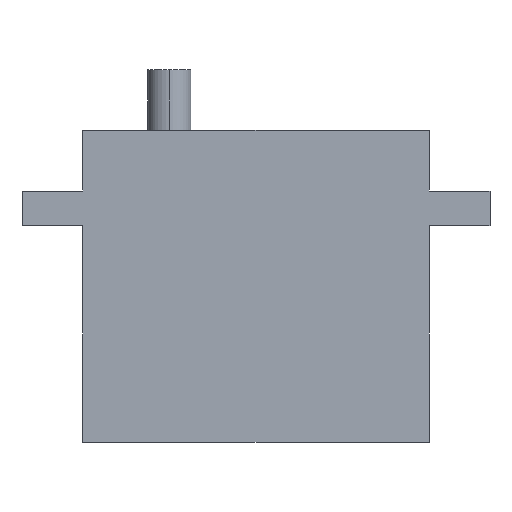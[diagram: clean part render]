
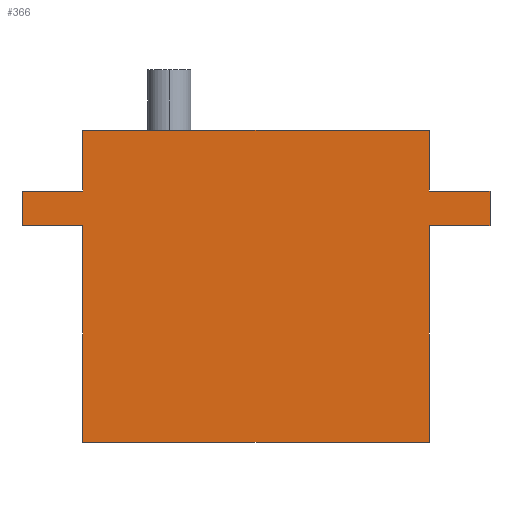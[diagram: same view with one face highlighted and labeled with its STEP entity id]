
A CAD part, left-side view. The second image highlights one B-rep face of the part: STEP entity #366.
In plain terms, the highlighted planar face has unit normal (-1, 0, 0).
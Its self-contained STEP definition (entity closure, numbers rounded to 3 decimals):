
#74 = CARTESIAN_POINT ( 'NONE',  ( 0., -47., 29. ) ) ;
#76 = CARTESIAN_POINT ( 'NONE',  ( 0., 0., 0. ) ) ;
#79 = DIRECTION ( 'NONE',  ( 0., -1., 0. ) ) ;
#80 = CARTESIAN_POINT ( 'NONE',  ( 0., -40., 25. ) ) ;
#81 = CARTESIAN_POINT ( 'NONE',  ( 0., -40., 29. ) ) ;
#82 = DIRECTION ( 'NONE',  ( 0., -1., 0. ) ) ;
#83 = DIRECTION ( 'NONE',  ( 0., -1., 0. ) ) ;
#84 = CARTESIAN_POINT ( 'NONE',  ( 0., -40., 36. ) ) ;
#86 = DIRECTION ( 'NONE',  ( 0., 0., -1. ) ) ;
#92 = EDGE_CURVE ( 'NONE', #234, #241, #461, .T. ) ;
#93 = EDGE_CURVE ( 'NONE', #230, #240, #468, .T. ) ;
#94 = EDGE_CURVE ( 'NONE', #238, #239, #466, .T. ) ;
#95 = EDGE_CURVE ( 'NONE', #230, #239, #472, .T. ) ;
#97 = EDGE_CURVE ( 'NONE', #240, #241, #476, .T. ) ;
#98 = EDGE_CURVE ( 'NONE', #222, #236, #478, .T. ) ;
#99 = EDGE_CURVE ( 'NONE', #233, #219, #480, .T. ) ;
#100 = EDGE_CURVE ( 'NONE', #234, #232, #474, .T. ) ;
#102 = EDGE_CURVE ( 'NONE', #223, #233, #486, .T. ) ;
#104 = EDGE_CURVE ( 'NONE', #236, #238, #490, .T. ) ;
#109 = EDGE_CURVE ( 'NONE', #219, #232, #497, .T. ) ;
#152 = EDGE_CURVE ( 'NONE', #222, #223, #565, .T. ) ;
#219 = VERTEX_POINT ( 'NONE', #829 ) ;
#222 = VERTEX_POINT ( 'NONE', #832 ) ;
#223 = VERTEX_POINT ( 'NONE', #833 ) ;
#230 = VERTEX_POINT ( 'NONE', #840 ) ;
#232 = VERTEX_POINT ( 'NONE', #842 ) ;
#233 = VERTEX_POINT ( 'NONE', #843 ) ;
#234 = VERTEX_POINT ( 'NONE', #844 ) ;
#236 = VERTEX_POINT ( 'NONE', #846 ) ;
#238 = VERTEX_POINT ( 'NONE', #848 ) ;
#239 = VERTEX_POINT ( 'NONE', #849 ) ;
#240 = VERTEX_POINT ( 'NONE', #850 ) ;
#241 = VERTEX_POINT ( 'NONE', #851 ) ;
#259 = EDGE_LOOP ( 'NONE', ( #303, #304, #305, #306, #307, #308, #309, #310, #311, #312, #313, #314 ) ) ;
#303 = ORIENTED_EDGE ( 'NONE', *, *, #109, .F. ) ;
#304 = ORIENTED_EDGE ( 'NONE', *, *, #99, .F. ) ;
#305 = ORIENTED_EDGE ( 'NONE', *, *, #102, .F. ) ;
#306 = ORIENTED_EDGE ( 'NONE', *, *, #152, .F. ) ;
#307 = ORIENTED_EDGE ( 'NONE', *, *, #98, .T. ) ;
#308 = ORIENTED_EDGE ( 'NONE', *, *, #104, .T. ) ;
#309 = ORIENTED_EDGE ( 'NONE', *, *, #94, .T. ) ;
#310 = ORIENTED_EDGE ( 'NONE', *, *, #95, .F. ) ;
#311 = ORIENTED_EDGE ( 'NONE', *, *, #93, .T. ) ;
#312 = ORIENTED_EDGE ( 'NONE', *, *, #97, .T. ) ;
#313 = ORIENTED_EDGE ( 'NONE', *, *, #92, .F. ) ;
#314 = ORIENTED_EDGE ( 'NONE', *, *, #100, .T. ) ;
#366 = ADVANCED_FACE ( 'NONE', ( #650 ), #977, .F. ) ;
#461 = LINE ( 'NONE', #74, #469 ) ;
#466 = LINE ( 'NONE', #76, #473 ) ;
#468 = LINE ( 'NONE', #80, #471 ) ;
#469 = VECTOR ( 'NONE', #79, 1000. ) ;
#471 = VECTOR ( 'NONE', #82, 1000. ) ;
#472 = LINE ( 'NONE', #84, #475 ) ;
#473 = VECTOR ( 'NONE', #83, 1000. ) ;
#474 = LINE ( 'NONE', #81, #485 ) ;
#475 = VECTOR ( 'NONE', #86, 1000. ) ;
#476 = LINE ( 'NONE', #1089, #479 ) ;
#478 = LINE ( 'NONE', #1088, #481 ) ;
#479 = VECTOR ( 'NONE', #1086, 1000. ) ;
#480 = LINE ( 'NONE', #1090, #483 ) ;
#481 = VECTOR ( 'NONE', #1087, 1000. ) ;
#483 = VECTOR ( 'NONE', #1085, 1000. ) ;
#485 = VECTOR ( 'NONE', #1084, 1000. ) ;
#486 = LINE ( 'NONE', #1081, #489 ) ;
#489 = VECTOR ( 'NONE', #1079, 1000. ) ;
#490 = LINE ( 'NONE', #1077, #493 ) ;
#493 = VECTOR ( 'NONE', #1076, 1000. ) ;
#497 = LINE ( 'NONE', #1072, #502 ) ;
#502 = VECTOR ( 'NONE', #1064, 1000. ) ;
#565 = LINE ( 'NONE', #741, #570 ) ;
#570 = VECTOR ( 'NONE', #748, 1000. ) ;
#650 = FACE_OUTER_BOUND ( 'NONE', #259, .T. ) ;
#741 = CARTESIAN_POINT ( 'NONE',  ( 0., 7., 25. ) ) ;
#748 = DIRECTION ( 'NONE',  ( 0., 0., 1. ) ) ;
#829 = CARTESIAN_POINT ( 'NONE',  ( 0., 0., 36. ) ) ;
#832 = CARTESIAN_POINT ( 'NONE',  ( 0., 7., 25. ) ) ;
#833 = CARTESIAN_POINT ( 'NONE',  ( 0., 7., 29. ) ) ;
#840 = CARTESIAN_POINT ( 'NONE',  ( 0., -40., 25. ) ) ;
#842 = CARTESIAN_POINT ( 'NONE',  ( 0., -40., 36. ) ) ;
#843 = CARTESIAN_POINT ( 'NONE',  ( 0., 0., 29. ) ) ;
#844 = CARTESIAN_POINT ( 'NONE',  ( 0., -40., 29. ) ) ;
#846 = CARTESIAN_POINT ( 'NONE',  ( 0., 0., 25. ) ) ;
#848 = CARTESIAN_POINT ( 'NONE',  ( 0., 0., 0. ) ) ;
#849 = CARTESIAN_POINT ( 'NONE',  ( 0., -40., 0. ) ) ;
#850 = CARTESIAN_POINT ( 'NONE',  ( 0., -47., 25. ) ) ;
#851 = CARTESIAN_POINT ( 'NONE',  ( 0., -47., 29. ) ) ;
#938 = AXIS2_PLACEMENT_3D ( 'NONE', #978, #983, #984 ) ;
#977 = PLANE ( 'NONE',  #938 ) ;
#978 = CARTESIAN_POINT ( 'NONE',  ( 0., 0., 36. ) ) ;
#983 = DIRECTION ( 'NONE',  ( 1., 0., 0. ) ) ;
#984 = DIRECTION ( 'NONE',  ( 0., 1., 0. ) ) ;
#1064 = DIRECTION ( 'NONE',  ( 0., -1., 0. ) ) ;
#1072 = CARTESIAN_POINT ( 'NONE',  ( 0., 0., 36. ) ) ;
#1076 = DIRECTION ( 'NONE',  ( 0., 0., -1. ) ) ;
#1077 = CARTESIAN_POINT ( 'NONE',  ( 0., 0., 36. ) ) ;
#1079 = DIRECTION ( 'NONE',  ( 0., -1., 0. ) ) ;
#1081 = CARTESIAN_POINT ( 'NONE',  ( 0., 7., 29. ) ) ;
#1084 = DIRECTION ( 'NONE',  ( 0., 0., 1. ) ) ;
#1085 = DIRECTION ( 'NONE',  ( 0., 0., 1. ) ) ;
#1086 = DIRECTION ( 'NONE',  ( 0., 0., 1. ) ) ;
#1087 = DIRECTION ( 'NONE',  ( 0., -1., 0. ) ) ;
#1088 = CARTESIAN_POINT ( 'NONE',  ( 0., 0., 25. ) ) ;
#1089 = CARTESIAN_POINT ( 'NONE',  ( 0., -47., 25. ) ) ;
#1090 = CARTESIAN_POINT ( 'NONE',  ( 0., 0., 29. ) ) ;
